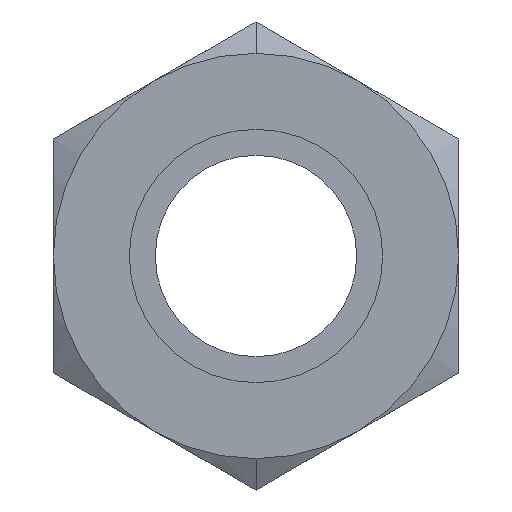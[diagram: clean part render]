
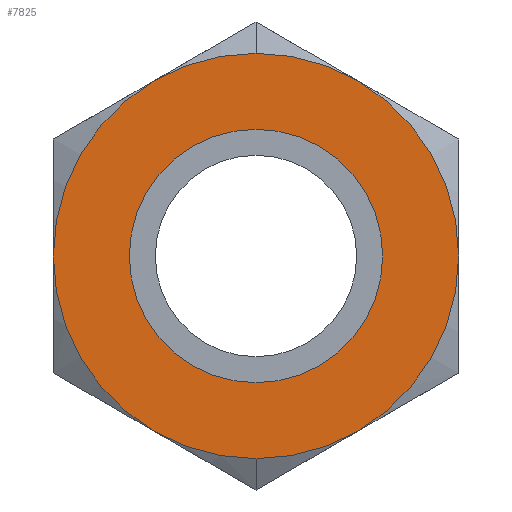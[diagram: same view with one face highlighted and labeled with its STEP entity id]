
A CAD part, left-side view. The second image highlights one B-rep face of the part: STEP entity #7825.
In plain terms, the highlighted planar face has unit normal (-1, 0, 0).
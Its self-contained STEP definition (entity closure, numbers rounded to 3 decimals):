
#26 = AXIS2_PLACEMENT_3D ( 'NONE', #1525, #7528, #197 ) ;
#197 = DIRECTION ( 'NONE',  ( 0., 0., 1. ) ) ;
#298 = VERTEX_POINT ( 'NONE', #4476 ) ;
#380 = AXIS2_PLACEMENT_3D ( 'NONE', #4580, #6806, #5282 ) ;
#705 = DIRECTION ( 'NONE',  ( 1., 0., 0. ) ) ;
#1525 = CARTESIAN_POINT ( 'NONE',  ( 0., 0., 8. ) ) ;
#1826 = VERTEX_POINT ( 'NONE', #5205 ) ;
#2135 = AXIS2_PLACEMENT_3D ( 'NONE', #2348, #4000, #5348 ) ;
#2348 = CARTESIAN_POINT ( 'NONE',  ( 0., 0., 0. ) ) ;
#2593 = EDGE_CURVE ( 'NONE', #1826, #7597, #8876, .T. ) ;
#3056 = EDGE_CURVE ( 'NONE', #9288, #298, #5088, .T. ) ;
#3246 = EDGE_LOOP ( 'NONE', ( #6976, #4335 ) ) ;
#3609 = CARTESIAN_POINT ( 'NONE',  ( 0., 0., -10. ) ) ;
#3924 = FACE_BOUND ( 'NONE', #9428, .T. ) ;
#4000 = DIRECTION ( 'NONE',  ( 1., 0., 0. ) ) ;
#4297 = AXIS2_PLACEMENT_3D ( 'NONE', #8970, #705, #6753 ) ;
#4335 = ORIENTED_EDGE ( 'NONE', *, *, #5966, .F. ) ;
#4476 = CARTESIAN_POINT ( 'NONE',  ( 0., 0., -16. ) ) ;
#4580 = CARTESIAN_POINT ( 'NONE',  ( 0., 0., 0. ) ) ;
#4807 = CARTESIAN_POINT ( 'NONE',  ( 0., 0., 0. ) ) ;
#4839 = EDGE_CURVE ( 'NONE', #7597, #1826, #6527, .T. ) ;
#5088 = CIRCLE ( 'NONE', #4297, 16. ) ;
#5205 = CARTESIAN_POINT ( 'NONE',  ( 0., 0., 10. ) ) ;
#5282 = DIRECTION ( 'NONE',  ( 0., 0., 1. ) ) ;
#5348 = DIRECTION ( 'NONE',  ( 0., 0., -1. ) ) ;
#5445 = ORIENTED_EDGE ( 'NONE', *, *, #4839, .T. ) ;
#5966 = EDGE_CURVE ( 'NONE', #298, #9288, #8747, .T. ) ;
#6463 = ORIENTED_EDGE ( 'NONE', *, *, #2593, .T. ) ;
#6527 = CIRCLE ( 'NONE', #2135, 10. ) ;
#6753 = DIRECTION ( 'NONE',  ( 0., 0., 1. ) ) ;
#6806 = DIRECTION ( 'NONE',  ( 1., 0., 0. ) ) ;
#6928 = FACE_OUTER_BOUND ( 'NONE', #3246, .T. ) ;
#6976 = ORIENTED_EDGE ( 'NONE', *, *, #3056, .F. ) ;
#7528 = DIRECTION ( 'NONE',  ( -1., 0., 0. ) ) ;
#7597 = VERTEX_POINT ( 'NONE', #3609 ) ;
#7825 = ADVANCED_FACE ( 'NONE', ( #3924, #6928 ), #8263, .T. ) ;
#7862 = DIRECTION ( 'NONE',  ( 1., 0., 0. ) ) ;
#8263 = PLANE ( 'NONE',  #26 ) ;
#8747 = CIRCLE ( 'NONE', #9067, 16. ) ;
#8876 = CIRCLE ( 'NONE', #380, 10. ) ;
#8970 = CARTESIAN_POINT ( 'NONE',  ( 0., 0., 0. ) ) ;
#9067 = AXIS2_PLACEMENT_3D ( 'NONE', #4807, #7862, #9190 ) ;
#9136 = CARTESIAN_POINT ( 'NONE',  ( 0., 0., 16. ) ) ;
#9190 = DIRECTION ( 'NONE',  ( 0., 0., -1. ) ) ;
#9288 = VERTEX_POINT ( 'NONE', #9136 ) ;
#9428 = EDGE_LOOP ( 'NONE', ( #5445, #6463 ) ) ;
